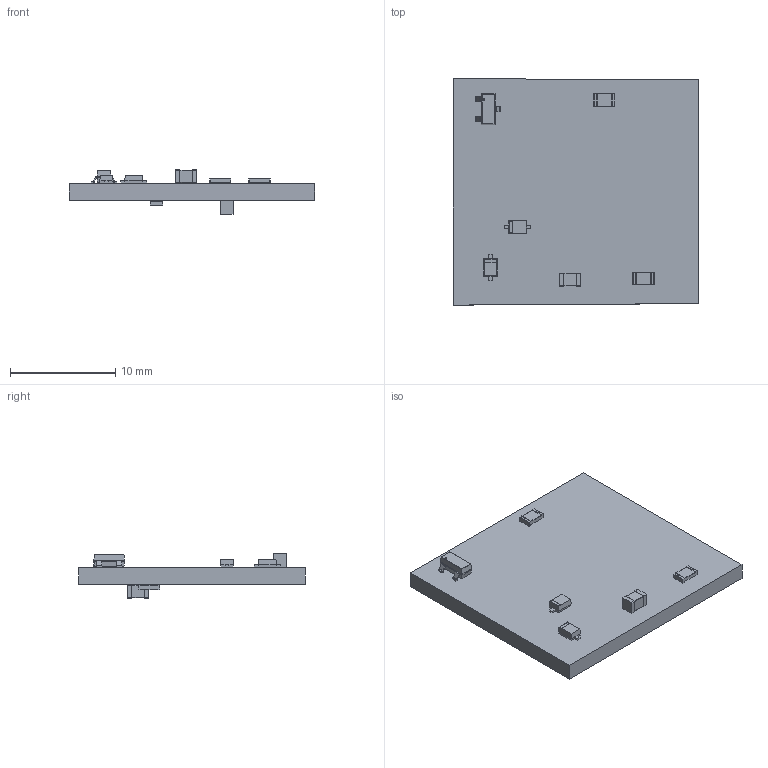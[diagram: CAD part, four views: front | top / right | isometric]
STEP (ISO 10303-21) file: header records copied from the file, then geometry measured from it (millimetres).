
FILE_DESCRIPTION(('KiCad electronic assembly'),'2;1');
FILE_NAME('trabajoProfesionalBateria.step','2021-06-08T15:10:33',( 'An Author'),('A Company'),'Open CASCADE STEP processor 6.9', 'KiCad to STEP converter','Unknown');
FILE_SCHEMA(('AUTOMOTIVE_DESIGN { 1 0 10303 214 1 1 1 1 }'));
Length unit declared in the file: millimetre
Products named in the file (10): Open CASCADE STEP translator 6.9 1; BSS84; COMPOUND; C_0805_2012Metric; SOLID; R_0805_2012Metric; D_SOD-323F
Assembly tree (13 placements, depth 3):
  Open CASCADE STEP translator 6.9 1
    BSS84
      COMPOUND
    C_0805_2012Metric  x2
      SOLID
    R_0805_2012Metric  x3
      SOLID
    D_SOD-323F  x2
      SOLID
    SOLID
Bounding box: 23.33 x 21.46 x 4.2 mm (x, y, z)
Volume: 812 mm3; surface area: 1224.5 mm2
Topology: 12 solids, 12 shells, 257 faces, 626 edges, 400 vertices
Faces by surface type: plane 171, cylinder 66, bspline 20
Full cylindrical faces by diameter (mm): 0.166 x1
Entity records: 10037 total; most frequent: CARTESIAN_POINT 1960, DIRECTION 1375, LINE 900, VECTOR 900, ORIENTED_EDGE 716, PCURVE 716, DEFINITIONAL_REPRESENTATION 716, EDGE_CURVE 358
